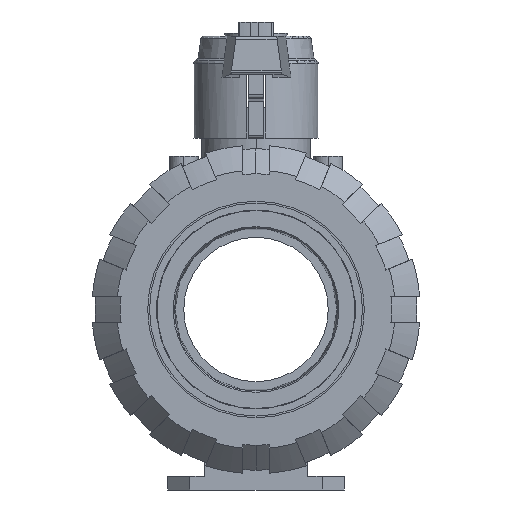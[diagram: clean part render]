
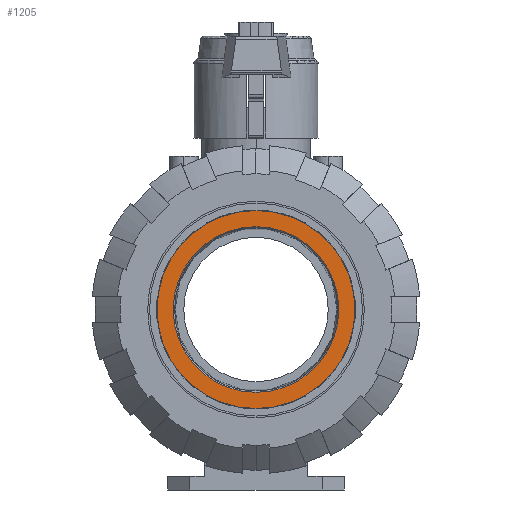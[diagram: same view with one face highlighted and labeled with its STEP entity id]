
A CAD part, left-side view. The second image highlights one B-rep face of the part: STEP entity #1205.
In plain terms, the highlighted planar face has unit normal (-1, 0, 0).
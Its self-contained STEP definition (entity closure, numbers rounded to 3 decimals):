
#1205=ADVANCED_FACE('',(#2706,#2707),#2708,.T.);
#2706=FACE_OUTER_BOUND('',#4563,.T.);
#2707=FACE_BOUND('',#4564,.T.);
#2708=PLANE('',#4565);
#4563=EDGE_LOOP('',(#7831,#7832));
#4564=EDGE_LOOP('',(#7833,#7834));
#4565=AXIS2_PLACEMENT_3D('',#7835,#7836,#7837);
#7831=ORIENTED_EDGE('',*,*,#12468,.T.);
#7832=ORIENTED_EDGE('',*,*,#12469,.T.);
#7833=ORIENTED_EDGE('',*,*,#12466,.F.);
#7834=ORIENTED_EDGE('',*,*,#12470,.F.);
#7835=CARTESIAN_POINT('',(-132.95,0.0,100.0));
#7836=DIRECTION('',(-1.0,0.0,0.0));
#7837=DIRECTION('',(0.0,1.0,0.0));
#12466=EDGE_CURVE('',#15214,#15212,#15216,.T.);
#12468=EDGE_CURVE('',#15218,#15219,#15220,.T.);
#12469=EDGE_CURVE('',#15219,#15218,#15221,.T.);
#12470=EDGE_CURVE('',#15212,#15214,#15222,.T.);
#15212=VERTEX_POINT('',#19579);
#15214=VERTEX_POINT('',#19582);
#15216=CIRCLE('',#19585,45.9);
#15218=VERTEX_POINT('',#19587);
#15219=VERTEX_POINT('',#19588);
#15220=CIRCLE('',#19589,54.85);
#15221=CIRCLE('',#19590,54.85);
#15222=CIRCLE('',#19591,45.9);
#19579=CARTESIAN_POINT('',(-132.95,-45.9,100.0));
#19582=CARTESIAN_POINT('',(-132.95,45.9,100.0));
#19585=AXIS2_PLACEMENT_3D('',#25020,#25021,#25022);
#19587=CARTESIAN_POINT('',(-132.95,54.85,100.0));
#19588=CARTESIAN_POINT('',(-132.95,-54.85,100.0));
#19589=AXIS2_PLACEMENT_3D('',#25023,#25024,#25025);
#19590=AXIS2_PLACEMENT_3D('',#25026,#25027,#25028);
#19591=AXIS2_PLACEMENT_3D('',#25029,#25030,#25031);
#25020=CARTESIAN_POINT('',(-132.95,0.,100.0));
#25021=DIRECTION('',(-1.0,0.,0.));
#25022=DIRECTION('',(0.,1.0,0.));
#25023=CARTESIAN_POINT('',(-132.95,0.,100.0));
#25024=DIRECTION('',(-1.0,0.0,0.0));
#25025=DIRECTION('',(0.0,1.0,0.));
#25026=CARTESIAN_POINT('',(-132.95,0.,100.0));
#25027=DIRECTION('',(-1.0,0.0,0.0));
#25028=DIRECTION('',(0.0,-1.0,0.));
#25029=CARTESIAN_POINT('',(-132.95,0.,100.0));
#25030=DIRECTION('',(-1.0,0.,0.));
#25031=DIRECTION('',(0.,-1.0,0.));
